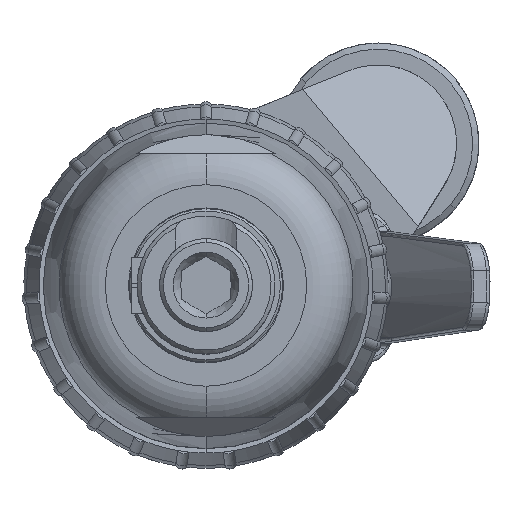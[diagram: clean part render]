
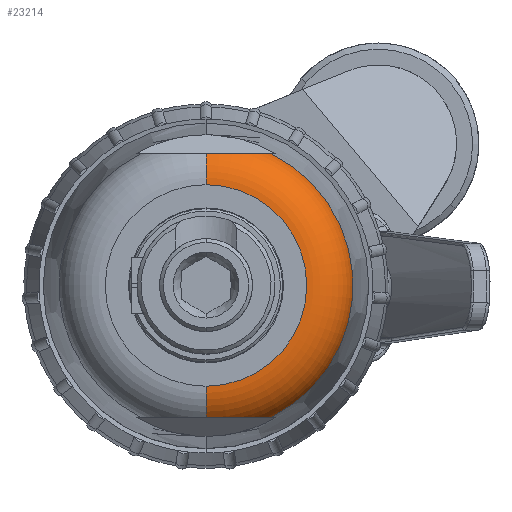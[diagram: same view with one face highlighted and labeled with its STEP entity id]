
A CAD part, top view. The second image highlights one B-rep face of the part: STEP entity #23214.
In plain terms, the highlighted toroidal (fillet/blend) face has major radius 13 mm and minor radius 6 mm.
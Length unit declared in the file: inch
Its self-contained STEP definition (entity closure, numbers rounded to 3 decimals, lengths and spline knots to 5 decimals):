
#9319=CARTESIAN_POINT('',(0.33203,-0.66929,
6.28043));
#9326=CARTESIAN_POINT('',(0.,0.,6.28043));
#9327=DIRECTION('',(0.,0.,1.));
#9328=DIRECTION('',(0.444,-0.896,0.));
#9329=AXIS2_PLACEMENT_3D('',#9326,#9327,#9328);
#9336=CARTESIAN_POINT('',(0.33203,0.66929,
6.28043));
#9367=CARTESIAN_POINT('',(0.,-0.66929,
6.43591));
#9368=CARTESIAN_POINT('',(0.01064,-0.66929,
6.43591));
#9369=CARTESIAN_POINT('',(0.03171,-0.66929,
6.43546));
#9370=CARTESIAN_POINT('',(0.06296,-0.66929,
6.43345));
#9371=CARTESIAN_POINT('',(0.09315,-0.66929,
6.43015));
#9372=CARTESIAN_POINT('',(0.12194,-0.66929,
6.42563));
#9373=CARTESIAN_POINT('',(0.149,-0.66929,
6.41999));
#9374=CARTESIAN_POINT('',(0.17414,-0.66929,
6.41333));
#9375=CARTESIAN_POINT('',(0.19723,-0.66929,
6.40579));
#9376=CARTESIAN_POINT('',(0.21822,-0.66929,
6.39748));
#9377=CARTESIAN_POINT('',(0.23714,-0.66929,
6.38853));
#9378=CARTESIAN_POINT('',(0.25404,-0.66929,
6.37907));
#9379=CARTESIAN_POINT('',(0.26889,-0.66929,
6.36928));
#9380=CARTESIAN_POINT('',(0.28172,-0.66929,
6.35935));
#9381=CARTESIAN_POINT('',(0.29273,-0.66929,
6.34937));
#9382=CARTESIAN_POINT('',(0.30214,-0.66929,
6.33939));
#9383=CARTESIAN_POINT('',(0.31009,-0.66929,
6.32942));
#9384=CARTESIAN_POINT('',(0.31672,-0.66929,
6.31951));
#9385=CARTESIAN_POINT('',(0.32216,-0.66929,
6.30966));
#9386=CARTESIAN_POINT('',(0.3265,-0.66929,
6.29985));
#9387=CARTESIAN_POINT('',(0.32982,-0.66929,
6.29012));
#9388=CARTESIAN_POINT('',(0.3314,-0.66929,
6.28366));
#9389=CARTESIAN_POINT('',(0.33203,-0.66929,
6.28043));
#9391=CARTESIAN_POINT('',(0.,-0.5118,6.25984));
#9392=DIRECTION('',(1.,0.,0.));
#9393=DIRECTION('',(0.,0.,1.));
#9394=AXIS2_PLACEMENT_3D('',#9391,#9392,#9393);
#9396=CARTESIAN_POINT('',(0.33203,0.66929,
6.28043));
#9397=CARTESIAN_POINT('',(0.3314,0.66929,
6.28366));
#9398=CARTESIAN_POINT('',(0.32982,0.66929,
6.29014));
#9399=CARTESIAN_POINT('',(0.32649,0.66929,
6.29989));
#9400=CARTESIAN_POINT('',(0.32214,0.66929,
6.3097));
#9401=CARTESIAN_POINT('',(0.31668,0.66929,
6.31957));
#9402=CARTESIAN_POINT('',(0.31003,0.66929,
6.3295));
#9403=CARTESIAN_POINT('',(0.30206,0.66929,
6.33948));
#9404=CARTESIAN_POINT('',(0.29262,0.66929,
6.34948));
#9405=CARTESIAN_POINT('',(0.28157,0.66929,
6.35947));
#9406=CARTESIAN_POINT('',(0.26869,0.66929,
6.36942));
#9407=CARTESIAN_POINT('',(0.25379,0.66929,
6.37922));
#9408=CARTESIAN_POINT('',(0.23684,0.66929,
6.38869));
#9409=CARTESIAN_POINT('',(0.21789,0.66929,
6.39762));
#9410=CARTESIAN_POINT('',(0.19687,0.66929,
6.40591));
#9411=CARTESIAN_POINT('',(0.17378,0.66929,
6.41344));
#9412=CARTESIAN_POINT('',(0.14866,0.66929,
6.42007));
#9413=CARTESIAN_POINT('',(0.12162,0.66929,
6.42569));
#9414=CARTESIAN_POINT('',(0.09289,0.66929,
6.43018));
#9415=CARTESIAN_POINT('',(0.06277,0.66929,
6.43346));
#9416=CARTESIAN_POINT('',(0.03162,0.66929,
6.43546));
#9417=CARTESIAN_POINT('',(0.01061,0.66929,
6.43591));
#9418=CARTESIAN_POINT('',(0.,0.66929,
6.43591));
#9442=CARTESIAN_POINT('',(0.,-0.66929,
6.43591));
#9444=CARTESIAN_POINT('',(0.,0.66929,
6.43591));
#9468=CARTESIAN_POINT('',(0.,0.5118,6.25984));
#9469=DIRECTION('',(-1.,0.,0.));
#9470=DIRECTION('',(0.,0.,1.));
#9471=AXIS2_PLACEMENT_3D('',#9468,#9469,#9470);
#9477=CARTESIAN_POINT('',(0.,0.,6.49606));
#9478=DIRECTION('',(0.,0.,1.));
#9479=DIRECTION('',(0.,-1.,0.));
#9480=AXIS2_PLACEMENT_3D('',#9477,#9478,#9479);
#11181=CARTESIAN_POINT('',(0.,-0.5118,6.49606));
#11182=CARTESIAN_POINT('',(0.,0.5118,6.49606));
#11183=VERTEX_POINT('',#11181);
#11184=VERTEX_POINT('',#11182);
#11189=VERTEX_POINT('',#9336);
#11190=VERTEX_POINT('',#9444);
#11197=VERTEX_POINT('',#9319);
#11198=VERTEX_POINT('',#9442);
#23197=CARTESIAN_POINT('',(0.,0.,6.25984));
#23198=DIRECTION('',(0.,0.,1.));
#23199=DIRECTION('',(-0.006,-1.,0.));
#23200=AXIS2_PLACEMENT_3D('',#23197,#23198,#23199);
#23201=TOROIDAL_SURFACE('',#23200,0.5118,0.23622);
#23202=ORIENTED_EDGE('',*,*,#23159,.F.);
#23204=ORIENTED_EDGE('',*,*,#23203,.F.);
#23206=ORIENTED_EDGE('',*,*,#23205,.T.);
#23208=ORIENTED_EDGE('',*,*,#23207,.T.);
#23210=ORIENTED_EDGE('',*,*,#23209,.F.);
#23211=ORIENTED_EDGE('',*,*,#23184,.F.);
#23212=EDGE_LOOP('',(#23202,#23204,#23206,#23208,#23210,#23211));
#23213=FACE_OUTER_BOUND('',#23212,.F.);
#23214=ADVANCED_FACE('',(#23213),#23201,.T.);
#9330=CIRCLE('',#9329,0.74713);
#9390=B_SPLINE_CURVE_WITH_KNOTS('',3,(#9367,#9368,#9369,#9370,#9371,#9372,#9373,
#9374,#9375,#9376,#9377,#9378,#9379,#9380,#9381,#9382,#9383,#9384,#9385,#9386,
#9387,#9388,#9389),.UNSPECIFIED.,.F.,.F.,(4,1,1,1,1,1,1,1,1,1,1,1,1,1,1,1,1,1,1,
1,4),(0.,0.05,0.1,0.15,0.2,0.25,0.3,0.35,0.4,0.45,0.5,
0.55,0.6,0.65,0.7,0.75,0.8,0.85,0.9,0.95,1.),.UNSPECIFIED.);
#9395=CIRCLE('',#9394,0.23622);
#9419=B_SPLINE_CURVE_WITH_KNOTS('',3,(#9396,#9397,#9398,#9399,#9400,#9401,#9402,
#9403,#9404,#9405,#9406,#9407,#9408,#9409,#9410,#9411,#9412,#9413,#9414,#9415,
#9416,#9417,#9418),.UNSPECIFIED.,.F.,.F.,(4,1,1,1,1,1,1,1,1,1,1,1,1,1,1,1,1,1,1,
1,4),(0.,0.05,0.1,0.15,0.2,0.25,0.3,0.35,0.4,0.45,0.5,
0.55,0.6,0.65,0.7,0.75,0.8,0.85,0.9,0.95,1.),.UNSPECIFIED.);
#9472=CIRCLE('',#9471,0.23622);
#9481=CIRCLE('',#9480,0.5118);
#23159=EDGE_CURVE('',#11198,#11197,#9390,.T.);
#23184=EDGE_CURVE('',#11197,#11189,#9330,.T.);
#23203=EDGE_CURVE('',#11183,#11198,#9395,.T.);
#23205=EDGE_CURVE('',#11183,#11184,#9481,.T.);
#23207=EDGE_CURVE('',#11184,#11190,#9472,.T.);
#23209=EDGE_CURVE('',#11189,#11190,#9419,.T.);
